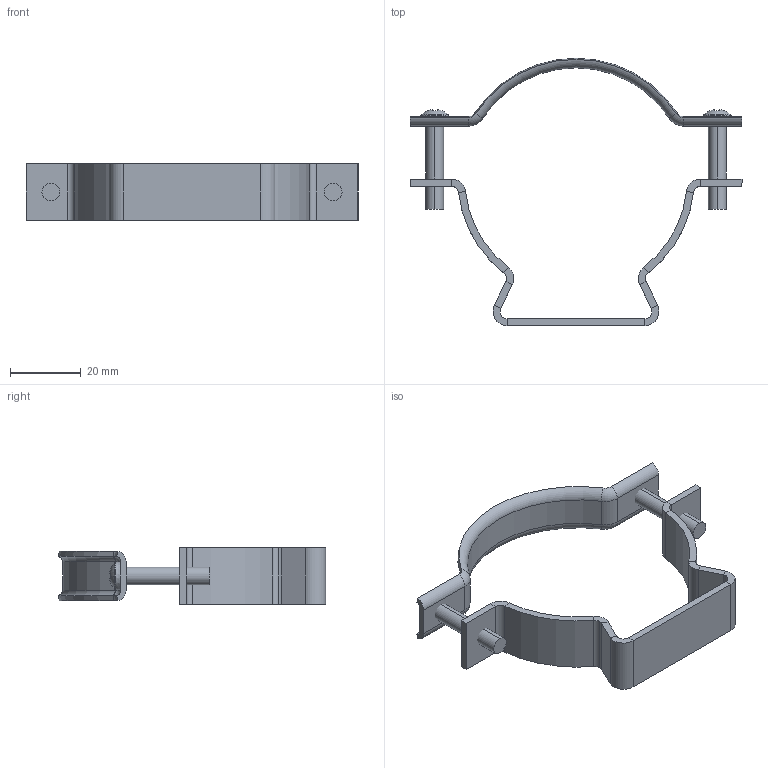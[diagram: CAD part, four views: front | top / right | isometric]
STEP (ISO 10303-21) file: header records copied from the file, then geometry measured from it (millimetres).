
FILE_DESCRIPTION (( 'STEP AP214' ), '1' );
FILE_NAME ('1362938_KSTP1.stp', '2018-06-05T09:21:37', ( '' ), ( '' ), 'SwSTEP 2.0', 'SolidWorks 2016', '' );
FILE_SCHEMA (( 'AUTOMOTIVE_DESIGN' ));
Length unit declared in the file: millimetre
Products named in the file (4): BW001_M5 x 25; 100253_Standard; 100252_Standard; 1362938_KSTP1
Assembly tree (4 placements, depth 2):
  1362938_KSTP1
    100252_Standard
    100253_Standard
    BW001_M5 x 25  x2
Bounding box: 94 x 75.7 x 16 mm (x, y, z)
Volume: 8527.4 mm3; surface area: 10265.9 mm2
Topology: 4 solids, 4 shells, 144 faces, 318 edges, 184 vertices
Faces by surface type: plane 78, cylinder 36, torus 16, cone 10, sphere 4
Entity records: 3396 total; most frequent: DIRECTION 630, CARTESIAN_POINT 534, ORIENTED_EDGE 520, EDGE_CURVE 260, AXIS2_PLACEMENT_3D 242, VERTEX_POINT 146, VECTOR 146, LINE 146
